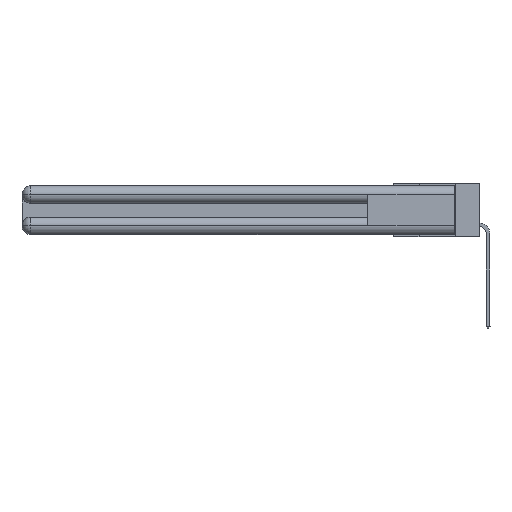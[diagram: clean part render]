
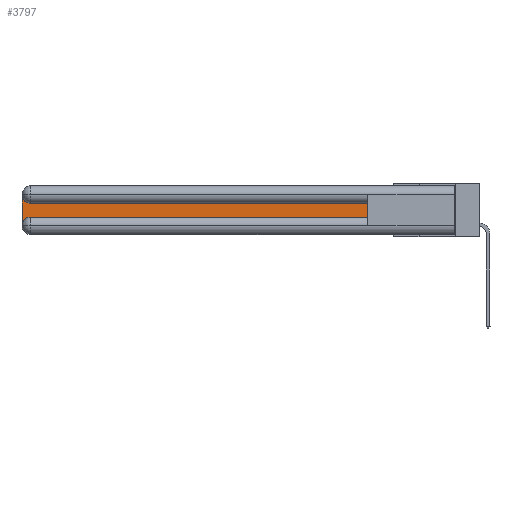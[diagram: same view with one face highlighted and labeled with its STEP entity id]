
A CAD part, left-side view. The second image highlights one B-rep face of the part: STEP entity #3797.
In plain terms, the highlighted planar face has unit normal (-1, 0, 0).
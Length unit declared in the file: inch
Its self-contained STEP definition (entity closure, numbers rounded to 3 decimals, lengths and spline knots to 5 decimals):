
#701 = EDGE_CURVE ( 'NONE', #15276, #25316, #9218, .T. ) ;
#766 = CARTESIAN_POINT ( 'NONE',  ( 0.075, 2.94, -0.2775 ) ) ;
#854 = ORIENTED_EDGE ( 'NONE', *, *, #15704, .T. ) ;
#1128 = VERTEX_POINT ( 'NONE', #23467 ) ;
#1213 = DIRECTION ( 'NONE',  ( 0., 0., -1. ) ) ;
#1217 = EDGE_CURVE ( 'NONE', #24882, #1128, #5574, .T. ) ;
#2268 = VECTOR ( 'NONE', #6919, 39.37008 ) ;
#2663 = AXIS2_PLACEMENT_3D ( 'NONE', #10093, #12153, #14206 ) ;
#3263 = ORIENTED_EDGE ( 'NONE', *, *, #23471, .T. ) ;
#3512 = DIRECTION ( 'NONE',  ( 0., 1., 0. ) ) ;
#3797 = ADVANCED_FACE ( 'NONE', ( #15341 ), #20151, .F. ) ;
#4294 = VECTOR ( 'NONE', #3512, 39.37008 ) ;
#4313 = CARTESIAN_POINT ( 'NONE',  ( 0.075, 2.94, -0.2175 ) ) ;
#4525 = VERTEX_POINT ( 'NONE', #15078 ) ;
#5574 = LINE ( 'NONE', #7181, #2268 ) ;
#5622 = DIRECTION ( 'NONE',  ( 1., 0., 0. ) ) ;
#5718 = ORIENTED_EDGE ( 'NONE', *, *, #25857, .T. ) ;
#6114 = CARTESIAN_POINT ( 'NONE',  ( 0.075, 2.94, -0.1225 ) ) ;
#6263 = LINE ( 'NONE', #6783, #18862 ) ;
#6783 = CARTESIAN_POINT ( 'NONE',  ( 0.075, 0.6, -0.2175 ) ) ;
#6919 = DIRECTION ( 'NONE',  ( 0., -1., 0. ) ) ;
#7181 = CARTESIAN_POINT ( 'NONE',  ( 0.075, 0.6, -0.2175 ) ) ;
#8346 = CIRCLE ( 'NONE', #2663, 0.06 ) ;
#9218 = LINE ( 'NONE', #18418, #4294 ) ;
#9932 = CIRCLE ( 'NONE', #26520, 0.06 ) ;
#10093 = CARTESIAN_POINT ( 'NONE',  ( 0.075, 2.94, -0.0625 ) ) ;
#12153 = DIRECTION ( 'NONE',  ( 1., 0., 0. ) ) ;
#13553 = VECTOR ( 'NONE', #19737, 39.37008 ) ;
#14206 = DIRECTION ( 'NONE',  ( 0., 0., -1. ) ) ;
#14530 = ORIENTED_EDGE ( 'NONE', *, *, #21857, .T. ) ;
#15078 = CARTESIAN_POINT ( 'NONE',  ( 0.075, 3., -0.2775 ) ) ;
#15276 = VERTEX_POINT ( 'NONE', #23445 ) ;
#15341 = FACE_OUTER_BOUND ( 'NONE', #26575, .T. ) ;
#15523 = ORIENTED_EDGE ( 'NONE', *, *, #1217, .T. ) ;
#15698 = DIRECTION ( 'NONE',  ( 0., 0., -1. ) ) ;
#15704 = EDGE_CURVE ( 'NONE', #1128, #15276, #6263, .T. ) ;
#16240 = CARTESIAN_POINT ( 'NONE',  ( 0.075, 3., -0.1225 ) ) ;
#18055 = ORIENTED_EDGE ( 'NONE', *, *, #701, .T. ) ;
#18418 = CARTESIAN_POINT ( 'NONE',  ( 0.075, 0.6, -0.1225 ) ) ;
#18862 = VECTOR ( 'NONE', #23206, 39.37008 ) ;
#19737 = DIRECTION ( 'NONE',  ( 0., 0., -1. ) ) ;
#19822 = CARTESIAN_POINT ( 'NONE',  ( 0.075, 3., -0.2175 ) ) ;
#20151 = PLANE ( 'NONE',  #20717 ) ;
#20717 = AXIS2_PLACEMENT_3D ( 'NONE', #16240, #5622, #1213 ) ;
#21857 = EDGE_CURVE ( 'NONE', #25316, #22814, #8346, .T. ) ;
#22814 = VERTEX_POINT ( 'NONE', #24661 ) ;
#23206 = DIRECTION ( 'NONE',  ( 0., 0., 1. ) ) ;
#23445 = CARTESIAN_POINT ( 'NONE',  ( 0.075, 0.6, -0.1225 ) ) ;
#23467 = CARTESIAN_POINT ( 'NONE',  ( 0.075, 0.6, -0.2175 ) ) ;
#23469 = LINE ( 'NONE', #19822, #13553 ) ;
#23471 = EDGE_CURVE ( 'NONE', #4525, #24882, #9932, .T. ) ;
#24661 = CARTESIAN_POINT ( 'NONE',  ( 0.075, 3., -0.0625 ) ) ;
#24882 = VERTEX_POINT ( 'NONE', #4313 ) ;
#25316 = VERTEX_POINT ( 'NONE', #6114 ) ;
#25857 = EDGE_CURVE ( 'NONE', #22814, #4525, #23469, .T. ) ;
#26109 = DIRECTION ( 'NONE',  ( 1., 0., 0. ) ) ;
#26520 = AXIS2_PLACEMENT_3D ( 'NONE', #766, #26109, #15698 ) ;
#26575 = EDGE_LOOP ( 'NONE', ( #18055, #14530, #5718, #3263, #15523, #854 ) ) ;
